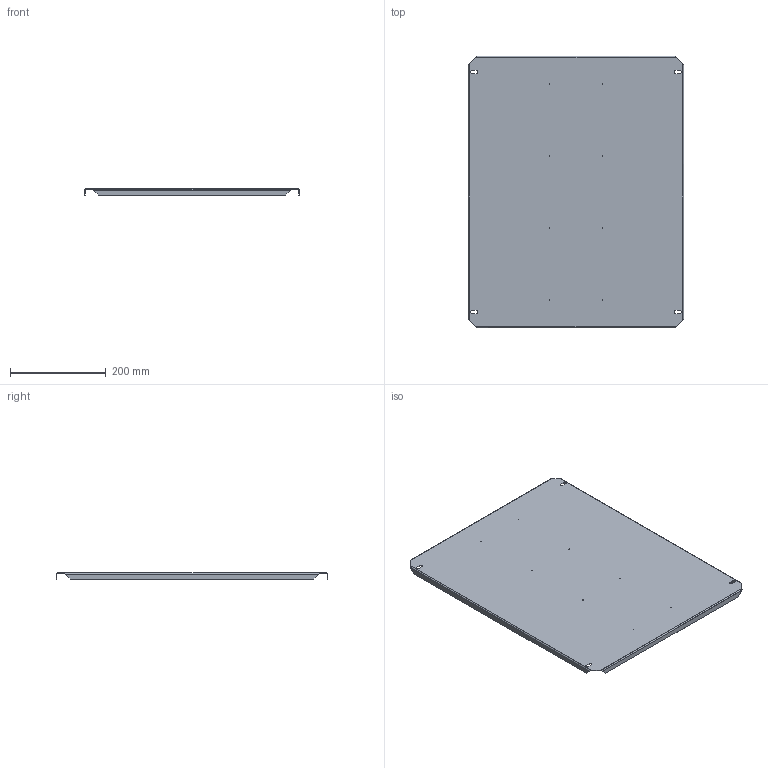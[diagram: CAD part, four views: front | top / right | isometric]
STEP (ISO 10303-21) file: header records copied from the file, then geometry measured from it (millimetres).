
FILE_DESCRIPTION (( 'STEP AP214' ), '1' );
FILE_NAME ('mb65-3m.STEP', '2022-02-06T19:06:26', ( '' ), ( '' ), 'SwSTEP 2.0', 'SolidWorks 2021', '' );
FILE_SCHEMA (( 'AUTOMOTIVE_DESIGN' ));
Length unit declared in the file: millimetre
Products named in the file (1): mb65-3m
Bounding box: 449 x 566.58 x 12.9 mm (x, y, z)
Volume: 409450.6 mm3; surface area: 549231.8 mm2
Topology: 1 solids, 1 shells, 86 faces, 196 edges, 120 vertices
Faces by surface type: plane 42, cylinder 36, bspline 8
Entity records: 2646 total; most frequent: CARTESIAN_POINT 707, ORIENTED_EDGE 392, DIRECTION 378, EDGE_CURVE 196, AXIS2_PLACEMENT_3D 135, VERTEX_POINT 120, VECTOR 108, LINE 108
